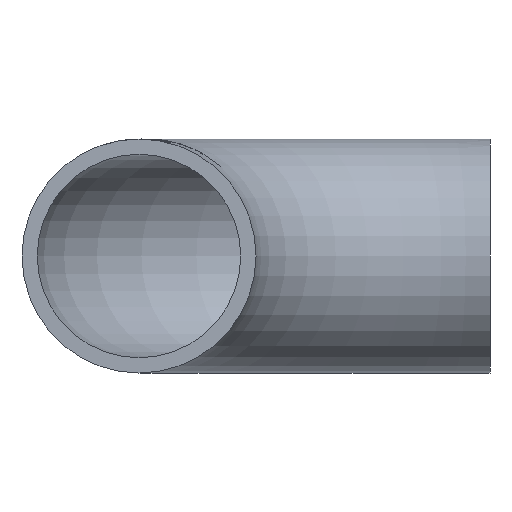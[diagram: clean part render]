
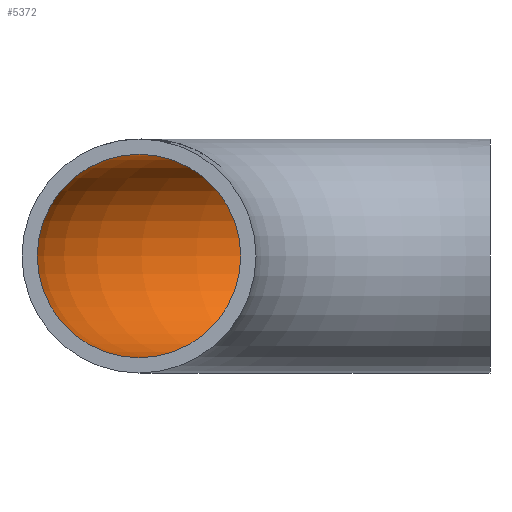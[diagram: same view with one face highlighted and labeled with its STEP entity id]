
A CAD part, front view. The second image highlights one B-rep face of the part: STEP entity #5372.
In plain terms, the highlighted toroidal (fillet/blend) face has major radius 38.1 mm and minor radius 11.049 mm.
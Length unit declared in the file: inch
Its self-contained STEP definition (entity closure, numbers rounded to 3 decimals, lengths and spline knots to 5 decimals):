
#15=CIRCLE('',#5533,0.435);
#16=CIRCLE('',#5534,0.435);
#46=FACE_BOUND('',#1491,.T.);
#1161=FACE_OUTER_BOUND('',#1490,.T.);
#1490=EDGE_LOOP('',(#5011));
#1491=EDGE_LOOP('',(#5012));
#2579=VERTEX_POINT('',#12224);
#2580=VERTEX_POINT('',#12226);
#3393=EDGE_CURVE('',#2579,#2579,#15,.T.);
#3394=EDGE_CURVE('',#2580,#2580,#16,.T.);
#5011=ORIENTED_EDGE('',*,*,#3393,.F.);
#5012=ORIENTED_EDGE('',*,*,#3394,.F.);
#5051=TOROIDAL_SURFACE('',#5532,1.5,0.435);
#5372=ADVANCED_FACE('',(#1161,#46),#5051,.F.);
#5532=AXIS2_PLACEMENT_3D('',#12223,#6116,#6117);
#5533=AXIS2_PLACEMENT_3D('',#12225,#6118,#6119);
#5534=AXIS2_PLACEMENT_3D('',#12227,#6120,#6121);
#6116=DIRECTION('center_axis',(0.,0.,-1.));
#6117=DIRECTION('ref_axis',(-1.,0.,0.));
#6118=DIRECTION('center_axis',(-1.,0.,0.));
#6119=DIRECTION('ref_axis',(0.,1.,0.));
#6120=DIRECTION('center_axis',(0.,1.,0.));
#6121=DIRECTION('ref_axis',(-1.,0.,0.));
#12223=CARTESIAN_POINT('Origin',(1.5,0.,0.));
#12224=CARTESIAN_POINT('',(1.5,1.935,0.));
#12225=CARTESIAN_POINT('Origin',(1.5,1.5,0.));
#12226=CARTESIAN_POINT('',(-0.435,0.,0.));
#12227=CARTESIAN_POINT('Origin',(0.,0.,0.));
